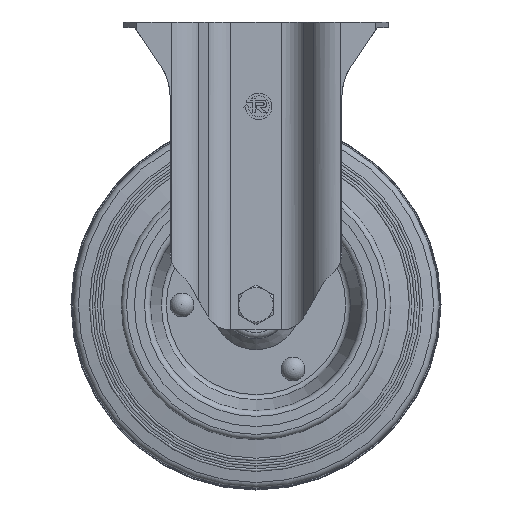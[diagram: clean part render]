
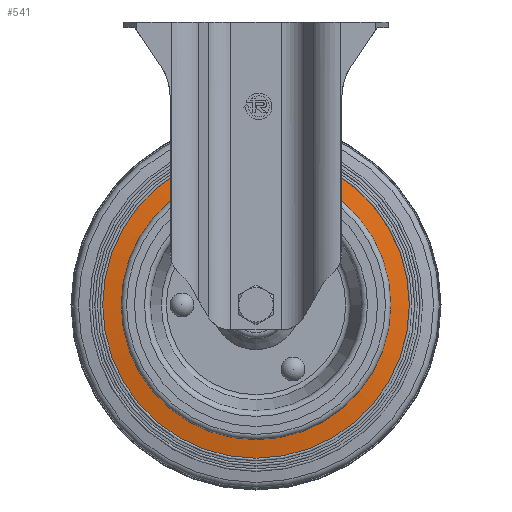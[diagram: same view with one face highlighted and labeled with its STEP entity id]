
A CAD part, top view. The second image highlights one B-rep face of the part: STEP entity #541.
In plain terms, the highlighted conical face has half-angle 80 degrees and reference radius 51 mm.
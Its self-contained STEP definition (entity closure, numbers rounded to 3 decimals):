
#541 = ADVANCED_FACE( '', ( #1359, #1360 ), #1361, .T. );
#1359 = FACE_OUTER_BOUND( '', #2607, .T. );
#1360 = FACE_BOUND( '', #2608, .T. );
#1361 = CONICAL_SURFACE( '', #2609, 51., 1.396 );
#2607 = EDGE_LOOP( '', ( #3973 ) );
#2608 = EDGE_LOOP( '', ( #3974 ) );
#2609 = AXIS2_PLACEMENT_3D( '', #3975, #3976, #3977 );
#3973 = ORIENTED_EDGE( '', *, *, #7130, .T. );
#3974 = ORIENTED_EDGE( '', *, *, #7131, .F. );
#3975 = CARTESIAN_POINT( '', ( 38., 0., 0. ) );
#3976 = DIRECTION( '', ( -1., 0., 0. ) );
#3977 = DIRECTION( '', ( 0., 0., 1. ) );
#7130 = EDGE_CURVE( '', #8482, #8482, #8483, .T. );
#7131 = EDGE_CURVE( '', #8484, #8484, #8485, .T. );
#8482 = VERTEX_POINT( '', #10406 );
#8483 = CIRCLE( '', #10407, 58.008 );
#8484 = VERTEX_POINT( '', #10408 );
#8485 = CIRCLE( '', #10409, 51. );
#10406 = CARTESIAN_POINT( '', ( 36.764, 0., -58.008 ) );
#10407 = AXIS2_PLACEMENT_3D( '', #12792, #12793, #12794 );
#10408 = CARTESIAN_POINT( '', ( 38., 0., -51. ) );
#10409 = AXIS2_PLACEMENT_3D( '', #12795, #12796, #12797 );
#12792 = CARTESIAN_POINT( '', ( 36.764, 0., 0. ) );
#12793 = DIRECTION( '', ( 1., 0., 0. ) );
#12794 = DIRECTION( '', ( 0., 0., -1. ) );
#12795 = CARTESIAN_POINT( '', ( 38., 0., 0. ) );
#12796 = DIRECTION( '', ( 1., 0., 0. ) );
#12797 = DIRECTION( '', ( 0., 0., -1. ) );
